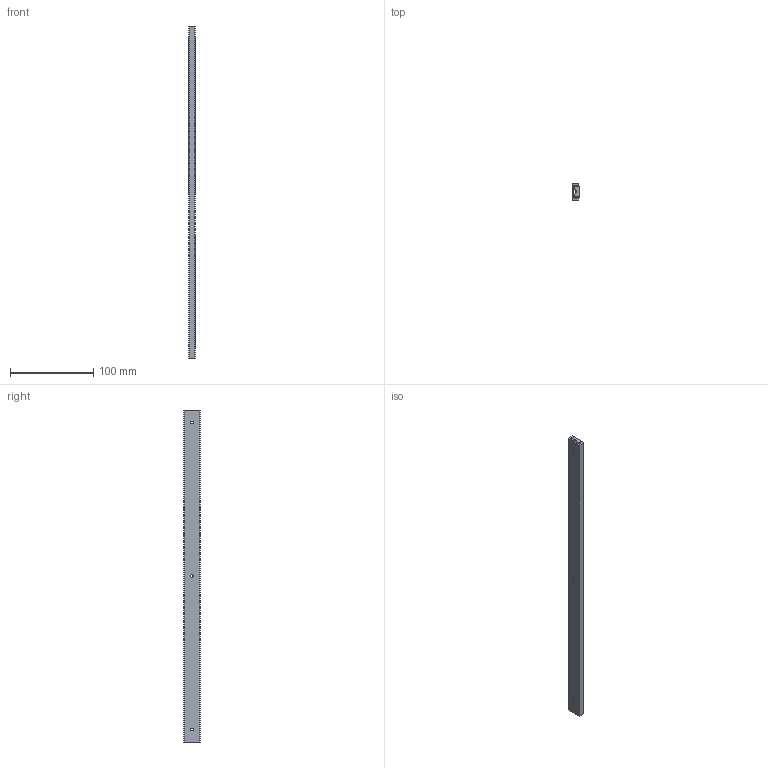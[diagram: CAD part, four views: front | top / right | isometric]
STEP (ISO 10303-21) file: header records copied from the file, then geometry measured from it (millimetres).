
FILE_DESCRIPTION (( 'STEP AP214' ), '1' );
FILE_NAME ('400-240mm slide.STEP', '2019-04-15T02:52:14', ( '' ), ( '' ), 'SwSTEP 2.0', 'SolidWorks 2018', '' );
FILE_SCHEMA (( 'AUTOMOTIVE_DESIGN' ));
Length unit declared in the file: millimetre
Products named in the file (3): _SAR2_40_b_4; _SAR2_40_r_2; 400-240mm slide
Assembly tree (2 placements, depth 2):
  400-240mm slide
    _SAR2_40_r_2
    _SAR2_40_b_4
Bounding box: 8.2 x 20 x 400 mm (x, y, z)
Volume: 46436.1 mm3; surface area: 42034 mm2
Topology: 2 solids, 2 shells, 273 faces, 802 edges, 532 vertices
Faces by surface type: sphere 144, cylinder 86, plane 23, cone 20
Entity records: 13577 total; most frequent: CARTESIAN_POINT 3556, ORIENTED_EDGE 1604, DIRECTION 1310, EDGE_CURVE 802, AXIS2_PLACEMENT_3D 540, VERTEX_POINT 532, B_SPLINE_CURVE_WITH_KNOTS 310, EDGE_LOOP 286
